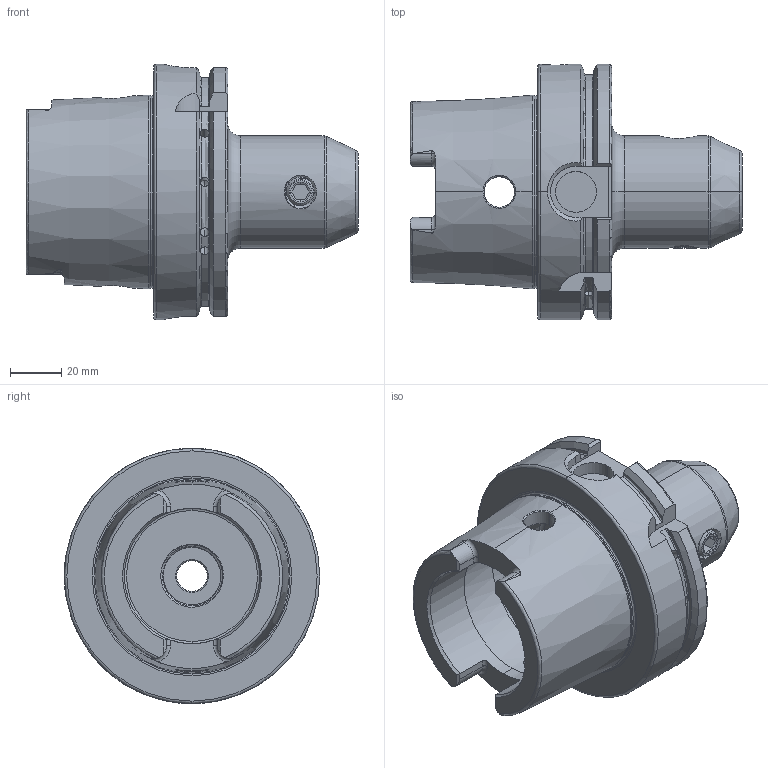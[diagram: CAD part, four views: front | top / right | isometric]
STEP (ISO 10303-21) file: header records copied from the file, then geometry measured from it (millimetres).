
FILE_DESCRIPTION (( 'STEP AP203' ), '1' );
FILE_NAME ('A100.04.14.K.STEP', '2016-09-05T08:37:25', ( '' ), ( '' ), 'SwSTEP 2.0', 'SolidWorks 2012', '' );
FILE_SCHEMA (( 'CONFIG_CONTROL_DESIGN' ));
Length unit declared in the file: millimetre
Products named in the file (3): A100.04.14.K; 側固12_M12x1.75_16L
Assembly tree (2 placements, depth 2):
  A100.04.14.K
    A100.04.14.K
    側固12_M12x1.75_16L
Bounding box: 130 x 100 x 100 mm (x, y, z)
Volume: 315410.4 mm3; surface area: 62091.9 mm2
Topology: 2 solids, 2 shells, 307 faces, 839 edges, 535 vertices
Faces by surface type: cylinder 121, plane 68, torus 45, cone 44, bspline 27, sphere 2
Entity records: 30752 total; most frequent: CARTESIAN_POINT 23423, ORIENTED_EDGE 1654, DIRECTION 1268, EDGE_CURVE 827, VERTEX_POINT 535, AXIS2_PLACEMENT_3D 514, EDGE_LOOP 326, FACE_OUTER_BOUND 307
